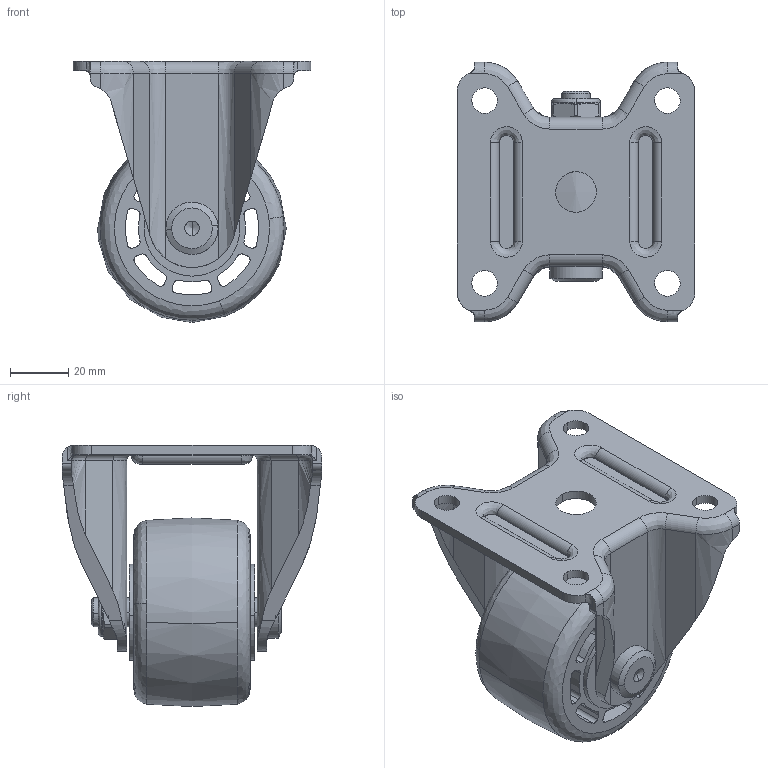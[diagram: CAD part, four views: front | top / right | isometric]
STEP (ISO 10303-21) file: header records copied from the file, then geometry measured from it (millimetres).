
FILE_DESCRIPTION((''),'2;1');
FILE_NAME('','2005-12-15T17:34:38',(''),(''),'','CADfix','');
FILE_SCHEMA(('AUTOMOTIVE_DESIGN'));
Length unit declared in the file: millimetre
Products named in the file (4): wheel; body; axle; No_540SR_BAU65_1063_36
Assembly tree (3 placements, depth 2):
  No_540SR_BAU65_1063_36
    wheel
    body
    axle
Bounding box: 82 x 89.5 x 90 mm (x, y, z)
Volume: 155111.6 mm3; surface area: 55704.9 mm2
Topology: 3 solids, 3 shells, 303 faces, 863 edges, 574 vertices
Faces by surface type: bspline 303
Entity records: 10681 total; most frequent: CARTESIAN_POINT 5939, ORIENTED_EDGE 1722, EDGE_CURVE 861, VERTEX_POINT 574, QUASI_UNIFORM_CURVE 351, EDGE_LOOP 345, FACE_OUTER_BOUND 303, ADVANCED_FACE 303
